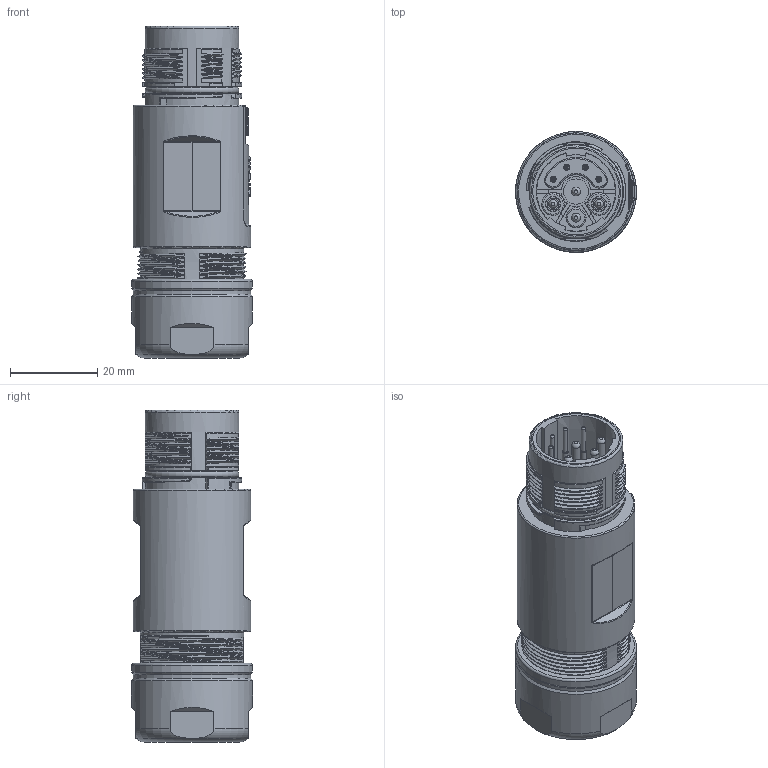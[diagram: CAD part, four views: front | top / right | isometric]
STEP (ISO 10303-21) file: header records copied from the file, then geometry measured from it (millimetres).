
FILE_DESCRIPTION(/* description */ (''),/* implementation_level */ '2;1');
FILE_NAME(/* name */ '3333333.stp',/* time_stamp */ '2023-12-29T14:27:13+08:00',/* author */ (''),/* organization */ (''),/* preprocessor_version */ 'ST-DEVELOPER v18.1',/* originating_system */ 'SIEMENS PLM Software NX 1980',/* authorisation */ '');
FILE_SCHEMA (('AUTOMOTIVE_DESIGN { 1 0 10303 214 3 1 1 1 }'));
Length unit declared in the file: millimetre
Products named in the file (1): 3333333
Bounding box: 27.8 x 27.82 x 76.3 mm (x, y, z)
Volume: 35658.9 mm3; surface area: 10089.5 mm2
Topology: 1 solids, 1 shells, 623 faces, 1636 edges, 1061 vertices
Faces by surface type: cylinder 222, plane 165, cone 125, torus 47, bspline 45, sphere 19
Full cylindrical faces by diameter (mm): 1 x4, 1.4 x4, 2 x4, 2.1 x1, 5.8 x1, 15 x1, 21 x2, 21.5 x1, 23.8 x1, 25.8 x1, 27 x2, 27.8 x2
Entity records: 29485 total; most frequent: CARTESIAN_POINT 16381, ORIENTED_EDGE 3104, DIRECTION 1998, EDGE_CURVE 1552, VERTEX_POINT 1034, B_SPLINE_CURVE_WITH_KNOTS 958, AXIS2_PLACEMENT_3D 834, EDGE_LOOP 726
